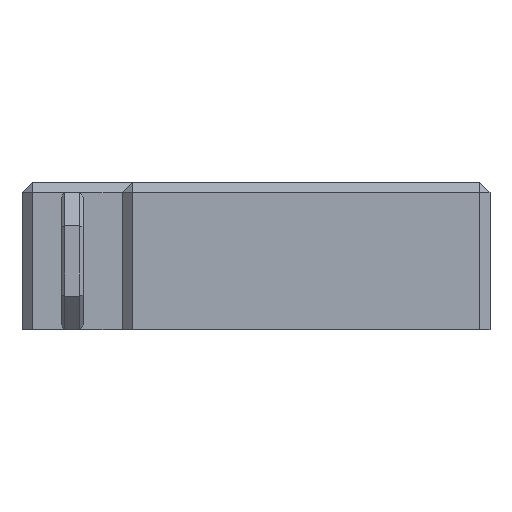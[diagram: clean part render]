
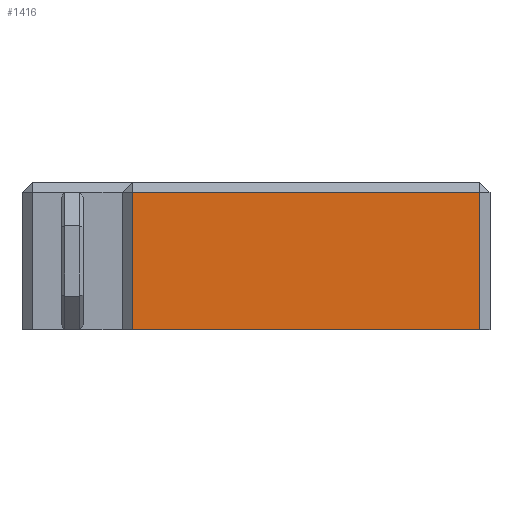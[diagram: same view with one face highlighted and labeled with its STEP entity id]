
A CAD part, top view. The second image highlights one B-rep face of the part: STEP entity #1416.
In plain terms, the highlighted planar face has unit normal (0, 0, 1).
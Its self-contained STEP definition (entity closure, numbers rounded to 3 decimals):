
#162 = DIRECTION ( 'NONE',  ( 0., 0., 1. ) ) ;
#197 = CARTESIAN_POINT ( 'NONE',  ( -18.5, -18.5, 30. ) ) ;
#1005 = CARTESIAN_POINT ( 'NONE',  ( 33.5, 2., 30. ) ) ;
#1217 = DIRECTION ( 'NONE',  ( -1., 0., 0. ) ) ;
#1414 = ORIENTED_EDGE ( 'NONE', *, *, #4979, .T. ) ;
#1416 = ADVANCED_FACE ( 'NONE', ( #5003 ), #7357, .T. ) ;
#1789 = LINE ( 'NONE', #6516, #6463 ) ;
#1898 = DIRECTION ( 'NONE',  ( 1., 0., 0. ) ) ;
#1927 = DIRECTION ( 'NONE',  ( 1., 0., 0. ) ) ;
#2918 = DIRECTION ( 'NONE',  ( 0., 1., 0. ) ) ;
#3092 = EDGE_CURVE ( 'NONE', #6818, #6485, #5310, .T. ) ;
#3210 = ORIENTED_EDGE ( 'NONE', *, *, #5600, .T. ) ;
#3494 = EDGE_CURVE ( 'NONE', #5540, #6818, #7822, .T. ) ;
#4010 = VERTEX_POINT ( 'NONE', #4453 ) ;
#4401 = LINE ( 'NONE', #6817, #7251 ) ;
#4453 = CARTESIAN_POINT ( 'NONE',  ( 33.5, -18.5, 30. ) ) ;
#4979 = EDGE_CURVE ( 'NONE', #6485, #4010, #4401, .T. ) ;
#5003 = FACE_OUTER_BOUND ( 'NONE', #5842, .T. ) ;
#5149 = ORIENTED_EDGE ( 'NONE', *, *, #3092, .T. ) ;
#5310 = LINE ( 'NONE', #7829, #6105 ) ;
#5429 = DIRECTION ( 'NONE',  ( 0., -1., 0. ) ) ;
#5540 = VERTEX_POINT ( 'NONE', #1005 ) ;
#5582 = AXIS2_PLACEMENT_3D ( 'NONE', #6229, #162, #1898 ) ;
#5600 = EDGE_CURVE ( 'NONE', #4010, #5540, #1789, .T. ) ;
#5842 = EDGE_LOOP ( 'NONE', ( #1414, #3210, #6689, #5149 ) ) ;
#5986 = VECTOR ( 'NONE', #1217, 1000. ) ;
#6105 = VECTOR ( 'NONE', #5429, 1000. ) ;
#6229 = CARTESIAN_POINT ( 'NONE',  ( -20., -18.5, 30. ) ) ;
#6463 = VECTOR ( 'NONE', #2918, 1000. ) ;
#6485 = VERTEX_POINT ( 'NONE', #197 ) ;
#6516 = CARTESIAN_POINT ( 'NONE',  ( 33.5, 3.5, 30. ) ) ;
#6654 = CARTESIAN_POINT ( 'NONE',  ( -20., 2., 30. ) ) ;
#6664 = CARTESIAN_POINT ( 'NONE',  ( -18.5, 2., 30. ) ) ;
#6689 = ORIENTED_EDGE ( 'NONE', *, *, #3494, .T. ) ;
#6817 = CARTESIAN_POINT ( 'NONE',  ( -20., -18.5, 30. ) ) ;
#6818 = VERTEX_POINT ( 'NONE', #6664 ) ;
#7251 = VECTOR ( 'NONE', #1927, 1000. ) ;
#7357 = PLANE ( 'NONE',  #5582 ) ;
#7822 = LINE ( 'NONE', #6654, #5986 ) ;
#7829 = CARTESIAN_POINT ( 'NONE',  ( -18.5, -18.5, 30. ) ) ;
